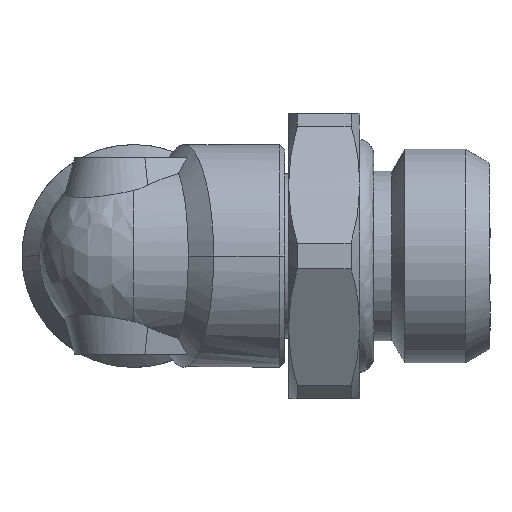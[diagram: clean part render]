
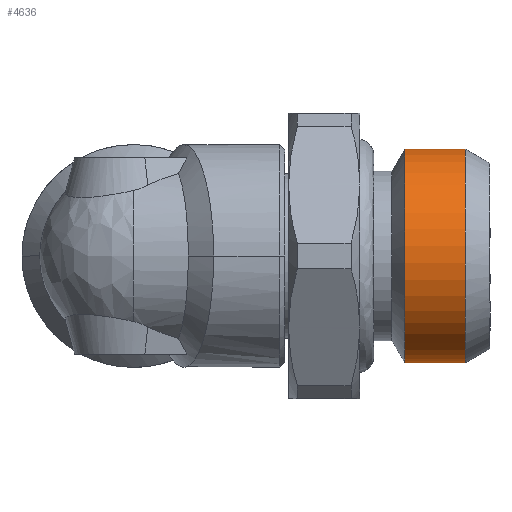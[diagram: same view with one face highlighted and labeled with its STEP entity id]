
A CAD part, left-side view. The second image highlights one B-rep face of the part: STEP entity #4636.
In plain terms, the highlighted free-form (B-spline) face has degree [1, 3] with [2, 4] control points.
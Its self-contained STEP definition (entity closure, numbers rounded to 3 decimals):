
#107 = EDGE_CURVE ( 'NONE', #4356, #4336, #5428, .T. ) ;
#356 = VERTEX_POINT ( 'NONE', #5005 ) ;
#451 = CARTESIAN_POINT ( 'NONE',  ( 0., -18.614, 6. ) ) ;
#707 = EDGE_LOOP ( 'NONE', ( #2635, #877, #832, #3956 ) ) ;
#832 = ORIENTED_EDGE ( 'NONE', *, *, #3949, .F. ) ;
#877 = ORIENTED_EDGE ( 'NONE', *, *, #5873, .F. ) ;
#1422 = CARTESIAN_POINT ( 'NONE',  ( 0., -18.614, 6. ) ) ;
#1527 = CARTESIAN_POINT ( 'NONE',  ( -12., -18.614, 6. ) ) ;
#1553 = CARTESIAN_POINT ( 'NONE',  ( -12., -18.614, -6. ) ) ;
#2001 = CARTESIAN_POINT ( 'NONE',  ( -12., -15.222, -6. ) ) ;
#2038 = CARTESIAN_POINT ( 'NONE',  ( 0., -15.222, 6. ) ) ;
#2272 =( BOUNDED_CURVE ( )  B_SPLINE_CURVE ( 3, ( #451, #5234, #1553, #6788 ),
 .UNSPECIFIED., .F., .F. ) 
 B_SPLINE_CURVE_WITH_KNOTS ( ( 4, 4 ),
 ( -3.142, 0. ),
 .UNSPECIFIED. ) 
 CURVE ( )  GEOMETRIC_REPRESENTATION_ITEM ( )  RATIONAL_B_SPLINE_CURVE ( ( 1., 0.333, 0.333, 1. ) ) 
 REPRESENTATION_ITEM ( '' )  );
#2601 = CARTESIAN_POINT ( 'NONE',  ( 0., -15.222, 6. ) ) ;
#2635 = ORIENTED_EDGE ( 'NONE', *, *, #2935, .T. ) ;
#2758 =( BOUNDED_SURFACE ( )  B_SPLINE_SURFACE ( 1, 3, ( 
 ( #2601, #4158, #6321, #4765 ),
 ( #5736, #1527, #3164, #4131 ) ),
 .UNSPECIFIED., .F., .F., .T. ) 
 B_SPLINE_SURFACE_WITH_KNOTS ( ( 2, 2 ),
 ( 4, 4 ),
 ( 0., 1. ),
 ( 0., 1. ),
 .UNSPECIFIED. ) 
 GEOMETRIC_REPRESENTATION_ITEM ( )  RATIONAL_B_SPLINE_SURFACE ( (
 ( 1., 0.333, 0.333, 1.),
 ( 1., 0.333, 0.333, 1.) ) ) 
 REPRESENTATION_ITEM ( '' )  SURFACE ( )  );
#2935 = EDGE_CURVE ( 'NONE', #4356, #356, #4911, .T. ) ;
#3164 = CARTESIAN_POINT ( 'NONE',  ( -12., -18.614, -6. ) ) ;
#3949 = EDGE_CURVE ( 'NONE', #4336, #6880, #2272, .T. ) ;
#3956 = ORIENTED_EDGE ( 'NONE', *, *, #107, .F. ) ;
#4010 = FACE_OUTER_BOUND ( 'NONE', #707, .T. ) ;
#4131 = CARTESIAN_POINT ( 'NONE',  ( 0., -18.614, -6. ) ) ;
#4158 = CARTESIAN_POINT ( 'NONE',  ( -12., -15.222, 6. ) ) ;
#4336 = VERTEX_POINT ( 'NONE', #5337 ) ;
#4356 = VERTEX_POINT ( 'NONE', #5359 ) ;
#4636 = ADVANCED_FACE ( 'NONE', ( #4010 ), #2758, .F. ) ;
#4765 = CARTESIAN_POINT ( 'NONE',  ( 0., -15.222, -6. ) ) ;
#4911 =( BOUNDED_CURVE ( )  B_SPLINE_CURVE ( 3, ( #5823, #5242, #2001, #5772 ),
 .UNSPECIFIED., .F., .F. ) 
 B_SPLINE_CURVE_WITH_KNOTS ( ( 4, 4 ),
 ( -3.142, 0. ),
 .UNSPECIFIED. ) 
 CURVE ( )  GEOMETRIC_REPRESENTATION_ITEM ( )  RATIONAL_B_SPLINE_CURVE ( ( 1., 0.333, 0.333, 1. ) ) 
 REPRESENTATION_ITEM ( '' )  );
#5005 = CARTESIAN_POINT ( 'NONE',  ( 0., -15.222, -6. ) ) ;
#5234 = CARTESIAN_POINT ( 'NONE',  ( -12., -18.614, 6. ) ) ;
#5242 = CARTESIAN_POINT ( 'NONE',  ( -12., -15.222, 6. ) ) ;
#5337 = CARTESIAN_POINT ( 'NONE',  ( 0., -18.614, 6. ) ) ;
#5359 = CARTESIAN_POINT ( 'NONE',  ( 0., -15.222, 6. ) ) ;
#5428 = B_SPLINE_CURVE_WITH_KNOTS ( 'NONE', 1,
 ( #2038, #1422 ),
 .UNSPECIFIED., .F., .F.,
 ( 2, 2 ),
 ( -1., 0. ),
 .UNSPECIFIED. ) ;
#5736 = CARTESIAN_POINT ( 'NONE',  ( 0., -18.614, 6. ) ) ;
#5772 = CARTESIAN_POINT ( 'NONE',  ( 0., -15.222, -6. ) ) ;
#5823 = CARTESIAN_POINT ( 'NONE',  ( 0., -15.222, 6. ) ) ;
#5873 = EDGE_CURVE ( 'NONE', #6880, #356, #6615, .T. ) ;
#5955 = CARTESIAN_POINT ( 'NONE',  ( 0., -15.222, -6. ) ) ;
#6321 = CARTESIAN_POINT ( 'NONE',  ( -12., -15.222, -6. ) ) ;
#6494 = CARTESIAN_POINT ( 'NONE',  ( 0., -18.614, -6. ) ) ;
#6615 = B_SPLINE_CURVE_WITH_KNOTS ( 'NONE', 1,
 ( #6494, #5955 ),
 .UNSPECIFIED., .F., .F.,
 ( 2, 2 ),
 ( -1., 0. ),
 .UNSPECIFIED. ) ;
#6788 = CARTESIAN_POINT ( 'NONE',  ( 0., -18.614, -6. ) ) ;
#6880 = VERTEX_POINT ( 'NONE', #6891 ) ;
#6891 = CARTESIAN_POINT ( 'NONE',  ( 0., -18.614, -6. ) ) ;
